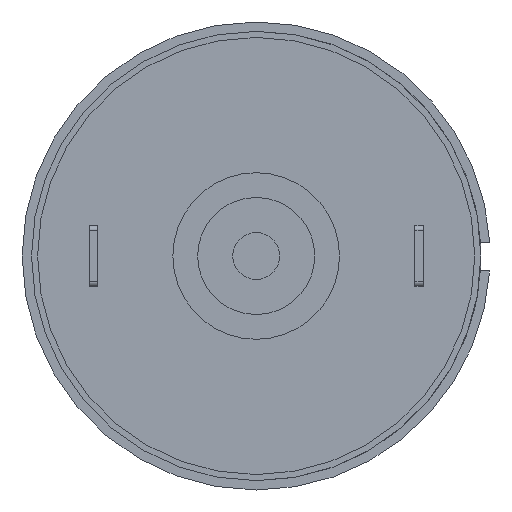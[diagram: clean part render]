
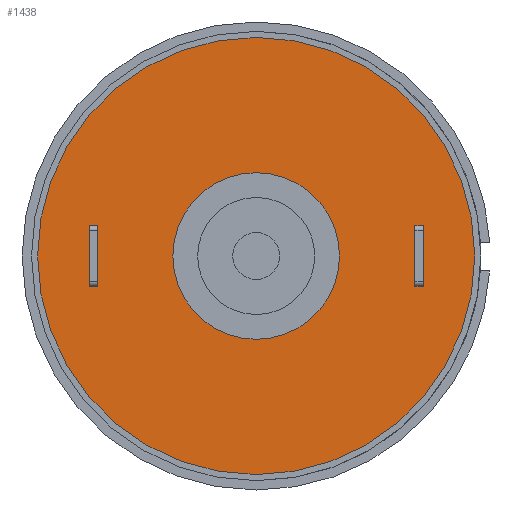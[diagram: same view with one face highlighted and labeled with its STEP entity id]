
A CAD part, front view. The second image highlights one B-rep face of the part: STEP entity #1438.
In plain terms, the highlighted planar face has unit normal (0, -1, 0).
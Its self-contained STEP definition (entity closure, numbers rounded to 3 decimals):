
#6 = FACE_OUTER_BOUND ( 'NONE', #2089, .T. ) ;
#25 = ORIENTED_EDGE ( 'NONE', *, *, #929, .F. ) ;
#28 = ORIENTED_EDGE ( 'NONE', *, *, #564, .F. ) ;
#31 = VECTOR ( 'NONE', #2021, 1000. ) ;
#34 = VECTOR ( 'NONE', #102, 1000. ) ;
#98 = VECTOR ( 'NONE', #1481, 1000. ) ;
#102 = DIRECTION ( 'NONE',  ( 0., 0., -1. ) ) ;
#104 = ORIENTED_EDGE ( 'NONE', *, *, #1319, .T. ) ;
#168 = FACE_BOUND ( 'NONE', #909, .T. ) ;
#172 = DIRECTION ( 'NONE',  ( 0., -1., 0. ) ) ;
#185 = CARTESIAN_POINT ( 'NONE',  ( 16.95, -70., -3.25 ) ) ;
#191 = EDGE_CURVE ( 'NONE', #1487, #1257, #630, .T. ) ;
#214 = EDGE_CURVE ( 'NONE', #403, #1471, #237, .T. ) ;
#233 = CARTESIAN_POINT ( 'NONE',  ( 0., -70., -3.25 ) ) ;
#237 = LINE ( 'NONE', #185, #1429 ) ;
#239 = PLANE ( 'NONE',  #1557 ) ;
#248 = CARTESIAN_POINT ( 'NONE',  ( 17.85, -70., -3.25 ) ) ;
#358 = CARTESIAN_POINT ( 'NONE',  ( 17.85, -70., 3.25 ) ) ;
#364 = CIRCLE ( 'NONE', #1372, 23.35 ) ;
#395 = EDGE_CURVE ( 'NONE', #2114, #1566, #1409, .T. ) ;
#398 = DIRECTION ( 'NONE',  ( 0., 0., -1. ) ) ;
#403 = VERTEX_POINT ( 'NONE', #931 ) ;
#471 = DIRECTION ( 'NONE',  ( 0., 0., -1. ) ) ;
#499 = DIRECTION ( 'NONE',  ( 0., 0., -1. ) ) ;
#500 = VECTOR ( 'NONE', #499, 1000. ) ;
#564 = EDGE_CURVE ( 'NONE', #1635, #403, #824, .T. ) ;
#568 = VERTEX_POINT ( 'NONE', #651 ) ;
#630 = LINE ( 'NONE', #1301, #500 ) ;
#651 = CARTESIAN_POINT ( 'NONE',  ( 17.85, -70., 3.25 ) ) ;
#664 = FACE_BOUND ( 'NONE', #1468, .T. ) ;
#674 = VECTOR ( 'NONE', #1450, 1000. ) ;
#678 = LINE ( 'NONE', #1811, #1865 ) ;
#682 = CARTESIAN_POINT ( 'NONE',  ( 0., -70., 23.35 ) ) ;
#684 = AXIS2_PLACEMENT_3D ( 'NONE', #1277, #1466, #471 ) ;
#737 = VERTEX_POINT ( 'NONE', #682 ) ;
#756 = CARTESIAN_POINT ( 'NONE',  ( 16.95, -70., 3.25 ) ) ;
#804 = DIRECTION ( 'NONE',  ( 0., 0., -1. ) ) ;
#824 = LINE ( 'NONE', #1793, #674 ) ;
#853 = CARTESIAN_POINT ( 'NONE',  ( -16.95, -70., -3.25 ) ) ;
#866 = CARTESIAN_POINT ( 'NONE',  ( 0., -70., 0. ) ) ;
#875 = ORIENTED_EDGE ( 'NONE', *, *, #985, .T. ) ;
#879 = EDGE_CURVE ( 'NONE', #1895, #737, #364, .T. ) ;
#909 = EDGE_LOOP ( 'NONE', ( #1805, #1831, #2064, #1829 ) ) ;
#929 = EDGE_CURVE ( 'NONE', #568, #1635, #1790, .T. ) ;
#931 = CARTESIAN_POINT ( 'NONE',  ( 16.95, -70., -3.25 ) ) ;
#942 = EDGE_CURVE ( 'NONE', #1487, #2114, #678, .T. ) ;
#972 = DIRECTION ( 'NONE',  ( 0., 0., -1. ) ) ;
#980 = LINE ( 'NONE', #358, #1125 ) ;
#985 = EDGE_CURVE ( 'NONE', #568, #1471, #980, .T. ) ;
#1125 = VECTOR ( 'NONE', #972, 1000. ) ;
#1147 = EDGE_CURVE ( 'NONE', #1566, #1257, #1684, .T. ) ;
#1166 = CARTESIAN_POINT ( 'NONE',  ( 17.85, -70., 3.25 ) ) ;
#1228 = CARTESIAN_POINT ( 'NONE',  ( -16.95, -70., 0. ) ) ;
#1257 = VERTEX_POINT ( 'NONE', #1715 ) ;
#1277 = CARTESIAN_POINT ( 'NONE',  ( 0., -70., 0. ) ) ;
#1301 = CARTESIAN_POINT ( 'NONE',  ( -17.85, -70., 0. ) ) ;
#1313 = CARTESIAN_POINT ( 'NONE',  ( -16.95, -70., 3.25 ) ) ;
#1318 = ORIENTED_EDGE ( 'NONE', *, *, #879, .T. ) ;
#1319 = EDGE_CURVE ( 'NONE', #737, #1895, #1390, .T. ) ;
#1372 = AXIS2_PLACEMENT_3D ( 'NONE', #1458, #172, #804 ) ;
#1390 = CIRCLE ( 'NONE', #684, 23.35 ) ;
#1409 = LINE ( 'NONE', #1228, #34 ) ;
#1429 = VECTOR ( 'NONE', #1600, 1000. ) ;
#1438 = ADVANCED_FACE ( 'NONE', ( #168, #6, #664 ), #239, .T. ) ;
#1450 = DIRECTION ( 'NONE',  ( 0., 0., -1. ) ) ;
#1458 = CARTESIAN_POINT ( 'NONE',  ( 0., -70., 0. ) ) ;
#1466 = DIRECTION ( 'NONE',  ( 0., -1., 0. ) ) ;
#1468 = EDGE_LOOP ( 'NONE', ( #28, #25, #875, #1948 ) ) ;
#1471 = VERTEX_POINT ( 'NONE', #248 ) ;
#1481 = DIRECTION ( 'NONE',  ( -1., 0., 0. ) ) ;
#1487 = VERTEX_POINT ( 'NONE', #1820 ) ;
#1557 = AXIS2_PLACEMENT_3D ( 'NONE', #866, #1830, #398 ) ;
#1566 = VERTEX_POINT ( 'NONE', #853 ) ;
#1600 = DIRECTION ( 'NONE',  ( 1., 0., 0. ) ) ;
#1635 = VERTEX_POINT ( 'NONE', #756 ) ;
#1684 = LINE ( 'NONE', #233, #31 ) ;
#1715 = CARTESIAN_POINT ( 'NONE',  ( -17.85, -70., -3.25 ) ) ;
#1790 = LINE ( 'NONE', #1166, #98 ) ;
#1793 = CARTESIAN_POINT ( 'NONE',  ( 16.95, -70., 3.25 ) ) ;
#1805 = ORIENTED_EDGE ( 'NONE', *, *, #1147, .T. ) ;
#1811 = CARTESIAN_POINT ( 'NONE',  ( 0., -70., 3.25 ) ) ;
#1812 = CARTESIAN_POINT ( 'NONE',  ( 0., -70., -23.35 ) ) ;
#1820 = CARTESIAN_POINT ( 'NONE',  ( -17.85, -70., 3.25 ) ) ;
#1829 = ORIENTED_EDGE ( 'NONE', *, *, #395, .T. ) ;
#1830 = DIRECTION ( 'NONE',  ( 0., -1., 0. ) ) ;
#1831 = ORIENTED_EDGE ( 'NONE', *, *, #191, .F. ) ;
#1865 = VECTOR ( 'NONE', #1943, 1000. ) ;
#1895 = VERTEX_POINT ( 'NONE', #1812 ) ;
#1943 = DIRECTION ( 'NONE',  ( 1., 0., 0. ) ) ;
#1948 = ORIENTED_EDGE ( 'NONE', *, *, #214, .F. ) ;
#2021 = DIRECTION ( 'NONE',  ( -1., 0., 0. ) ) ;
#2064 = ORIENTED_EDGE ( 'NONE', *, *, #942, .T. ) ;
#2089 = EDGE_LOOP ( 'NONE', ( #1318, #104 ) ) ;
#2114 = VERTEX_POINT ( 'NONE', #1313 ) ;
